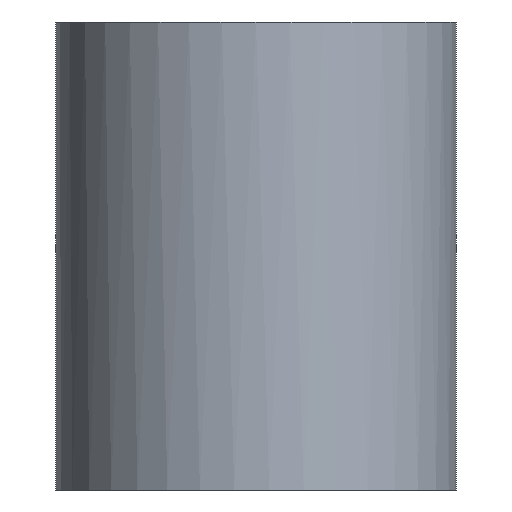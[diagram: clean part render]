
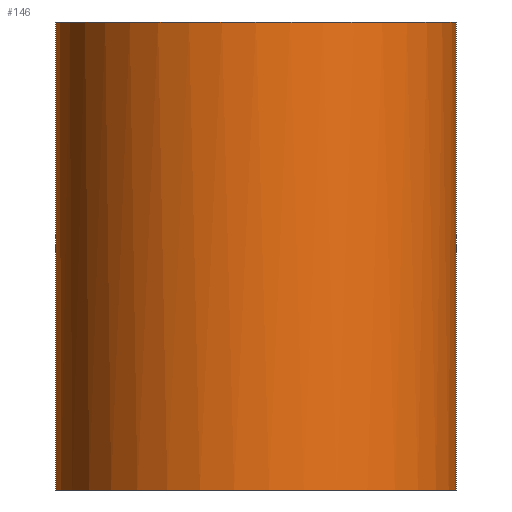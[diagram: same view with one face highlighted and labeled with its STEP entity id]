
A CAD part, front view. The second image highlights one B-rep face of the part: STEP entity #146.
In plain terms, the highlighted cylindrical face has radius 4.5 mm (diameter 9 mm), a full revolution.
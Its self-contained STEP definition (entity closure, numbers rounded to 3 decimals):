
#146=ADVANCED_FACE('',(#312,#314),#316,.T.);
#312=FACE_BOUND('',#313,.T.);
#313=EDGE_LOOP('',(#419,#420,#421,#422));
#314=FACE_OUTER_BOUND('',#315,.T.);
#315=EDGE_LOOP('',(#423));
#316=CYLINDRICAL_SURFACE('',#317,4.5);
#317=AXIS2_PLACEMENT_3D('',#318,#319,#320);
#318=CARTESIAN_POINT('',(0.,8.,44.5));
#319=DIRECTION('',(0.,0.,1.));
#320=DIRECTION('',(-0.556,0.831,0.));
#419=ORIENTED_EDGE('',*,*,#468,.F.);
#420=ORIENTED_EDGE('',*,*,#466,.F.);
#421=ORIENTED_EDGE('',*,*,#473,.F.);
#422=ORIENTED_EDGE('',*,*,#472,.T.);
#423=ORIENTED_EDGE('',*,*,#474,.F.);
#466=EDGE_CURVE('',#512,#514,#515,.T.);
#468=EDGE_CURVE('',#514,#517,#518,.T.);
#472=EDGE_CURVE('',#522,#517,#524,.T.);
#473=EDGE_CURVE('',#522,#512,#525,.T.);
#474=EDGE_CURVE('',#526,#526,#527,.F.);
#512=VERTEX_POINT('',#610);
#514=VERTEX_POINT('',#614);
#515=LINE('',#615,#616);
#517=VERTEX_POINT('',#621);
#518=CIRCLE('',#622,4.5);
#522=VERTEX_POINT('',#634);
#524=LINE('',#638,#639);
#525=CIRCLE('',#641,4.5);
#526=VERTEX_POINT('',#645);
#527=CIRCLE('',#646,4.5);
#610=CARTESIAN_POINT('',(-2.5,11.742,54.));
#614=CARTESIAN_POINT('',(-2.5,11.742,57.));
#615=CARTESIAN_POINT('',(-2.5,11.742,54.));
#616=VECTOR('',#617,1.);
#617=DIRECTION('',(0.,0.,1.));
#621=CARTESIAN_POINT('',(2.5,11.742,57.));
#622=AXIS2_PLACEMENT_3D('',#623,#624,#625);
#623=CARTESIAN_POINT('',(0.,8.,57.));
#624=DIRECTION('',(0.,0.,1.));
#625=DIRECTION('',(-0.556,0.831,0.));
#634=CARTESIAN_POINT('',(2.5,11.742,54.));
#638=CARTESIAN_POINT('',(2.5,11.742,54.));
#639=VECTOR('',#640,1.);
#640=DIRECTION('',(0.,0.,1.));
#641=AXIS2_PLACEMENT_3D('',#642,#643,#644);
#642=CARTESIAN_POINT('',(0.,8.,54.));
#643=DIRECTION('',(0.,0.,1.));
#644=DIRECTION('',(0.556,0.831,0.));
#645=CARTESIAN_POINT('',(-2.5,11.742,46.5));
#646=AXIS2_PLACEMENT_3D('',#647,#648,#649);
#647=CARTESIAN_POINT('',(0.,8.,46.5));
#648=DIRECTION('',(0.,0.,1.));
#649=DIRECTION('',(-0.556,0.831,0.));
